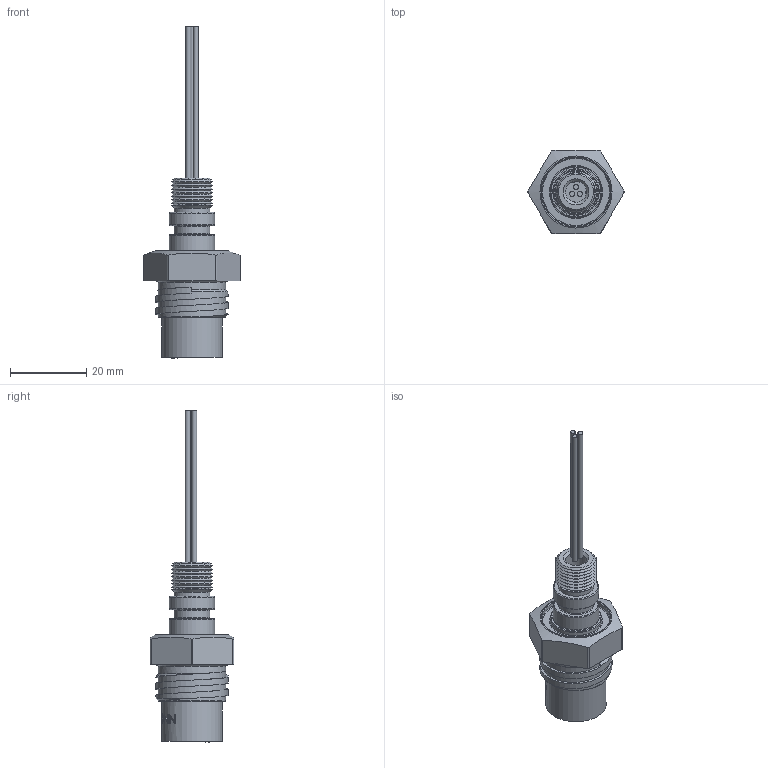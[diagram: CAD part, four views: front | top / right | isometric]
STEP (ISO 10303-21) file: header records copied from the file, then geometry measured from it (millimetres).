
FILE_DESCRIPTION(/* description */ (''),/* implementation_level */ '2;1');
FILE_NAME(/* name */ 'MCBH3F-G2 w 2 o-ring 22mm Hex.stp',/* time_stamp */ '2015-01-05T15:26:12+01:00',/* author */ ('sh'),/* organization */ (''),/* preprocessor_version */ 'ST-DEVELOPER v15.2',/* originating_system */ 'Autodesk Inventor 2014',/* authorisation */ '');
FILE_SCHEMA (('AUTOMOTIVE_DESIGN { 1 0 10303 214 3 1 1 }'));
Length unit declared in the file: inch
Products named in the file (1): MCBH3F-G2 w 2 o-ring 22mm Hex
Bounding box: 25.24 x 22 x 87.05 mm (x, y, z)
Volume: 7200.7 mm3; surface area: 7277.3 mm2
Topology: 11 solids, 11 shells, 413 faces, 1058 edges, 703 vertices
Faces by surface type: plane 150, bspline 78, cylinder 76, torus 61, cone 48
Full cylindrical faces by diameter (mm): 1.321 x3, 1.372 x3, 1.448 x3, 1.981 x1, 2.052 x3, 2.057 x9, 2.723 x3, 2.743 x3, 2.812 x3, 3.175 x12, 3.2 x3, 5.537 x1, 7.264 x1, 9.322 x1, 9.398 x1, 11.918 x2, 13.5 x1, 15.875 x1, 15.9 x1, 17.704 x1, 17.97 x1
Entity records: 18981 total; most frequent: CARTESIAN_POINT 10155, ORIENTED_EDGE 1724, DIRECTION 1648, EDGE_CURVE 862, AXIS2_PLACEMENT_3D 666, VERTEX_POINT 650, EDGE_LOOP 598, FACE_OUTER_BOUND 412
